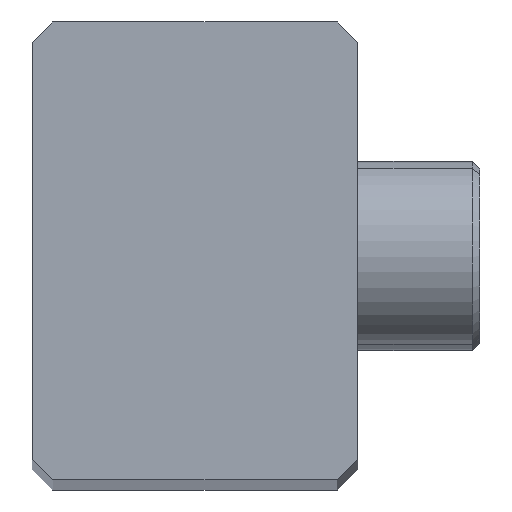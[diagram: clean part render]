
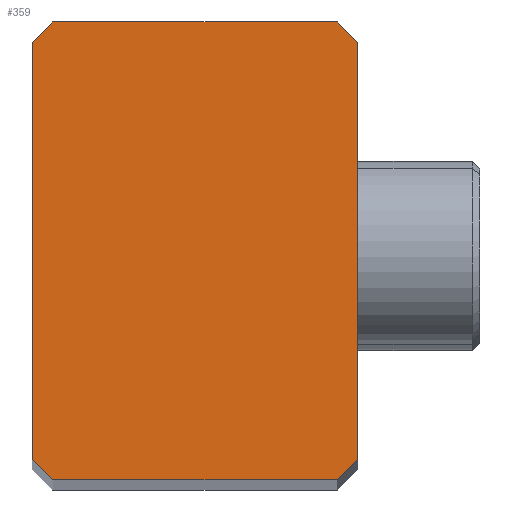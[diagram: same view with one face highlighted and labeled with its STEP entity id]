
A CAD part, top view. The second image highlights one B-rep face of the part: STEP entity #359.
In plain terms, the highlighted planar face has unit normal (0, 0, 1).
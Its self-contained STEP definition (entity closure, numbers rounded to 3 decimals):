
#53 = CARTESIAN_POINT ( 'NONE',  ( 0., 2., 290. ) ) ;
#58 = DIRECTION ( 'NONE',  ( 1., 0., 0. ) ) ;
#97 = DIRECTION ( 'NONE',  ( -0.707, 0.707, 0. ) ) ;
#122 = VECTOR ( 'NONE', #319, 1000. ) ;
#124 = CARTESIAN_POINT ( 'NONE',  ( 2., 0., 290. ) ) ;
#135 = DIRECTION ( 'NONE',  ( 0.707, 0.707, 0. ) ) ;
#174 = ORIENTED_EDGE ( 'NONE', *, *, #516, .T. ) ;
#196 = AXIS2_PLACEMENT_3D ( 'NONE', #593, #1346, #489 ) ;
#203 = DIRECTION ( 'NONE',  ( -1., 0., 0. ) ) ;
#212 = CARTESIAN_POINT ( 'NONE',  ( 32., 2., 290. ) ) ;
#270 = VERTEX_POINT ( 'NONE', #811 ) ;
#272 = ORIENTED_EDGE ( 'NONE', *, *, #432, .T. ) ;
#298 = CARTESIAN_POINT ( 'NONE',  ( 32., 0., 290. ) ) ;
#311 = CARTESIAN_POINT ( 'NONE',  ( 0., 45., 290. ) ) ;
#319 = DIRECTION ( 'NONE',  ( 0.707, -0.707, 0. ) ) ;
#359 = ADVANCED_FACE ( 'NONE', ( #668 ), #828, .F. ) ;
#360 = VERTEX_POINT ( 'NONE', #820 ) ;
#408 = VECTOR ( 'NONE', #97, 1000. ) ;
#415 = DIRECTION ( 'NONE',  ( 0., 1., 0. ) ) ;
#423 = LINE ( 'NONE', #557, #1248 ) ;
#432 = EDGE_CURVE ( 'NONE', #745, #270, #1233, .T. ) ;
#460 = VERTEX_POINT ( 'NONE', #212 ) ;
#462 = ORIENTED_EDGE ( 'NONE', *, *, #801, .T. ) ;
#489 = DIRECTION ( 'NONE',  ( -1., 0., 0. ) ) ;
#509 = EDGE_CURVE ( 'NONE', #460, #360, #602, .T. ) ;
#516 = EDGE_CURVE ( 'NONE', #635, #1293, #878, .T. ) ;
#547 = EDGE_CURVE ( 'NONE', #1295, #745, #1347, .T. ) ;
#557 = CARTESIAN_POINT ( 'NONE',  ( 0., 0., 290. ) ) ;
#572 = ORIENTED_EDGE ( 'NONE', *, *, #509, .T. ) ;
#593 = CARTESIAN_POINT ( 'NONE',  ( 0., 0., 290. ) ) ;
#602 = LINE ( 'NONE', #298, #634 ) ;
#606 = ORIENTED_EDGE ( 'NONE', *, *, #714, .T. ) ;
#634 = VECTOR ( 'NONE', #415, 1000. ) ;
#635 = VERTEX_POINT ( 'NONE', #53 ) ;
#668 = FACE_OUTER_BOUND ( 'NONE', #990, .T. ) ;
#705 = VECTOR ( 'NONE', #203, 1000. ) ;
#714 = EDGE_CURVE ( 'NONE', #270, #635, #423, .T. ) ;
#718 = DIRECTION ( 'NONE',  ( -0.707, -0.707, 0. ) ) ;
#721 = LINE ( 'NONE', #1045, #408 ) ;
#722 = VECTOR ( 'NONE', #718, 1000. ) ;
#745 = VERTEX_POINT ( 'NONE', #1019 ) ;
#801 = EDGE_CURVE ( 'NONE', #1293, #1179, #954, .T. ) ;
#811 = CARTESIAN_POINT ( 'NONE',  ( 0., 43., 290. ) ) ;
#820 = CARTESIAN_POINT ( 'NONE',  ( 32., 43., 290. ) ) ;
#828 = PLANE ( 'NONE',  #196 ) ;
#837 = ORIENTED_EDGE ( 'NONE', *, *, #1229, .T. ) ;
#844 = CARTESIAN_POINT ( 'NONE',  ( 2., 45., 290. ) ) ;
#878 = LINE ( 'NONE', #1062, #122 ) ;
#903 = EDGE_CURVE ( 'NONE', #360, #1295, #721, .T. ) ;
#918 = VECTOR ( 'NONE', #58, 1000. ) ;
#954 = LINE ( 'NONE', #1132, #918 ) ;
#971 = ORIENTED_EDGE ( 'NONE', *, *, #547, .T. ) ;
#990 = EDGE_LOOP ( 'NONE', ( #606, #174, #462, #837, #572, #1182, #971, #272 ) ) ;
#1019 = CARTESIAN_POINT ( 'NONE',  ( 2., 45., 290. ) ) ;
#1021 = VECTOR ( 'NONE', #135, 1000. ) ;
#1045 = CARTESIAN_POINT ( 'NONE',  ( 32., 43., 290. ) ) ;
#1062 = CARTESIAN_POINT ( 'NONE',  ( 0., 2., 290. ) ) ;
#1114 = LINE ( 'NONE', #1285, #1021 ) ;
#1132 = CARTESIAN_POINT ( 'NONE',  ( 0., 0., 290. ) ) ;
#1179 = VERTEX_POINT ( 'NONE', #1268 ) ;
#1182 = ORIENTED_EDGE ( 'NONE', *, *, #903, .T. ) ;
#1229 = EDGE_CURVE ( 'NONE', #1179, #460, #1114, .T. ) ;
#1233 = LINE ( 'NONE', #844, #722 ) ;
#1248 = VECTOR ( 'NONE', #1300, 1000. ) ;
#1268 = CARTESIAN_POINT ( 'NONE',  ( 30., 0., 290. ) ) ;
#1285 = CARTESIAN_POINT ( 'NONE',  ( 30., 0., 290. ) ) ;
#1288 = CARTESIAN_POINT ( 'NONE',  ( 30., 45., 290. ) ) ;
#1293 = VERTEX_POINT ( 'NONE', #124 ) ;
#1295 = VERTEX_POINT ( 'NONE', #1288 ) ;
#1300 = DIRECTION ( 'NONE',  ( 0., -1., 0. ) ) ;
#1346 = DIRECTION ( 'NONE',  ( 0., 0., -1. ) ) ;
#1347 = LINE ( 'NONE', #311, #705 ) ;
